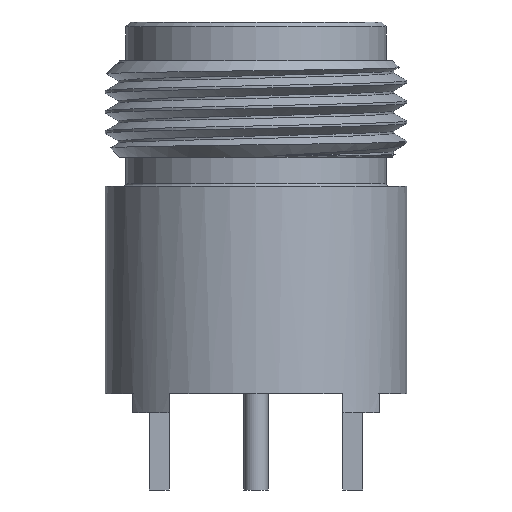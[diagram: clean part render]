
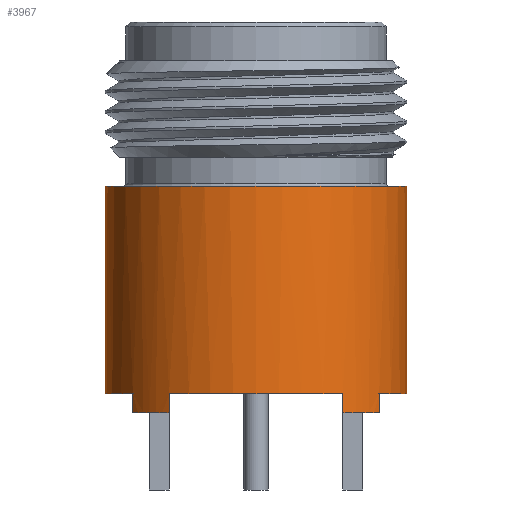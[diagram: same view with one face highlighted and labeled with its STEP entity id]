
A CAD part, front view. The second image highlights one B-rep face of the part: STEP entity #3967.
In plain terms, the highlighted cylindrical face has radius 7.938 mm (diameter 15.875 mm), a partial arc.
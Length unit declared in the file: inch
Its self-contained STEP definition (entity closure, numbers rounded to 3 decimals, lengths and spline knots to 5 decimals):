
#2 = LINE ( 'NONE', #823, #959 ) ;
#5 = EDGE_CURVE ( 'NONE', #1039, #2846, #483, .T. ) ;
#13 = ORIENTED_EDGE ( 'NONE', *, *, #2277, .F. ) ;
#14 = EDGE_LOOP ( 'NONE', ( #4088, #2666, #893, #3872, #3396, #4081, #1224, #225, #1245, #13, #3701, #4103, #931, #282 ) ) ;
#22 = DIRECTION ( 'NONE',  ( 1., 0., 0. ) ) ;
#63 = AXIS2_PLACEMENT_3D ( 'NONE', #1833, #2179, #888 ) ;
#93 = EDGE_CURVE ( 'NONE', #2135, #1573, #272, .T. ) ;
#109 = CIRCLE ( 'NONE', #4326, 0.3125 ) ;
#129 = CARTESIAN_POINT ( 'NONE',  ( 0.3125, 0., -0.77 ) ) ;
#206 = AXIS2_PLACEMENT_3D ( 'NONE', #2343, #327, #2710 ) ;
#225 = ORIENTED_EDGE ( 'NONE', *, *, #4194, .T. ) ;
#260 = EDGE_CURVE ( 'NONE', #1945, #3153, #2287, .T. ) ;
#272 = CIRCLE ( 'NONE', #206, 0.3125 ) ;
#282 = ORIENTED_EDGE ( 'NONE', *, *, #93, .T. ) ;
#327 = DIRECTION ( 'NONE',  ( 0., 0., -1. ) ) ;
#340 = VERTEX_POINT ( 'NONE', #3097 ) ;
#347 = EDGE_CURVE ( 'NONE', #3153, #1365, #3864, .T. ) ;
#472 = VERTEX_POINT ( 'NONE', #129 ) ;
#483 = CIRCLE ( 'NONE', #3600, 0.3125 ) ;
#485 = EDGE_CURVE ( 'NONE', #472, #2135, #2, .T. ) ;
#504 = CARTESIAN_POINT ( 'NONE',  ( 0., 0., -0.77 ) ) ;
#572 = CARTESIAN_POINT ( 'NONE',  ( 0.25545, -0.18, -0.81 ) ) ;
#587 = CARTESIAN_POINT ( 'NONE',  ( -0.25545, -0.18, -0.81 ) ) ;
#588 = DIRECTION ( 'NONE',  ( -1., 0., 0. ) ) ;
#640 = VECTOR ( 'NONE', #2106, 39.37008 ) ;
#666 = CARTESIAN_POINT ( 'NONE',  ( 0.3125, 0., -0.34 ) ) ;
#699 = DIRECTION ( 'NONE',  ( 0., 0., 1. ) ) ;
#823 = CARTESIAN_POINT ( 'NONE',  ( 0.3125, 0., -0.82 ) ) ;
#860 = CARTESIAN_POINT ( 'NONE',  ( 0., 0., -0.77 ) ) ;
#888 = DIRECTION ( 'NONE',  ( 1., 0., 0. ) ) ;
#893 = ORIENTED_EDGE ( 'NONE', *, *, #347, .T. ) ;
#918 = EDGE_CURVE ( 'NONE', #340, #1365, #2390, .T. ) ;
#931 = ORIENTED_EDGE ( 'NONE', *, *, #485, .T. ) ;
#950 = CARTESIAN_POINT ( 'NONE',  ( 0., 0., -0.81 ) ) ;
#959 = VECTOR ( 'NONE', #4226, 39.37008 ) ;
#999 = VECTOR ( 'NONE', #3374, 39.37008 ) ;
#1039 = VERTEX_POINT ( 'NONE', #2127 ) ;
#1052 = CARTESIAN_POINT ( 'NONE',  ( -0.18, -0.25545, -0.82 ) ) ;
#1086 = EDGE_CURVE ( 'NONE', #2576, #472, #109, .T. ) ;
#1190 = DIRECTION ( 'NONE',  ( 0., 0., 1. ) ) ;
#1224 = ORIENTED_EDGE ( 'NONE', *, *, #4043, .T. ) ;
#1240 = CARTESIAN_POINT ( 'NONE',  ( -0.3125, 0., -0.82 ) ) ;
#1245 = ORIENTED_EDGE ( 'NONE', *, *, #5, .F. ) ;
#1365 = VERTEX_POINT ( 'NONE', #587 ) ;
#1491 = CARTESIAN_POINT ( 'NONE',  ( -0.18, -0.25545, -0.81 ) ) ;
#1494 = AXIS2_PLACEMENT_3D ( 'NONE', #3934, #3546, #588 ) ;
#1529 = FACE_OUTER_BOUND ( 'NONE', #14, .T. ) ;
#1534 = DIRECTION ( 'NONE',  ( 0., 0., 1. ) ) ;
#1537 = DIRECTION ( 'NONE',  ( -1., 0., 0. ) ) ;
#1555 = DIRECTION ( 'NONE',  ( 1., 0., 0. ) ) ;
#1566 = DIRECTION ( 'NONE',  ( -1., 0., 0. ) ) ;
#1573 = VERTEX_POINT ( 'NONE', #3463 ) ;
#1833 = CARTESIAN_POINT ( 'NONE',  ( 0., 0., -0.82 ) ) ;
#1877 = DIRECTION ( 'NONE',  ( 1., 0., 0. ) ) ;
#1914 = CIRCLE ( 'NONE', #2150, 0.3125 ) ;
#1945 = VERTEX_POINT ( 'NONE', #3601 ) ;
#1968 = DIRECTION ( 'NONE',  ( 0., 0., -1. ) ) ;
#2031 = CARTESIAN_POINT ( 'NONE',  ( 0.18, -0.25545, -0.82 ) ) ;
#2058 = CIRCLE ( 'NONE', #3535, 0.3125 ) ;
#2106 = DIRECTION ( 'NONE',  ( 0., 0., -1. ) ) ;
#2127 = CARTESIAN_POINT ( 'NONE',  ( 0.22097, -0.22097, -0.81 ) ) ;
#2135 = VERTEX_POINT ( 'NONE', #666 ) ;
#2150 = AXIS2_PLACEMENT_3D ( 'NONE', #4255, #3611, #1537 ) ;
#2179 = DIRECTION ( 'NONE',  ( 0., 0., 1. ) ) ;
#2277 = EDGE_CURVE ( 'NONE', #3452, #1039, #1914, .T. ) ;
#2283 = AXIS2_PLACEMENT_3D ( 'NONE', #3665, #1968, #4311 ) ;
#2287 = CIRCLE ( 'NONE', #3002, 0.3125 ) ;
#2301 = EDGE_CURVE ( 'NONE', #3930, #340, #3169, .T. ) ;
#2343 = CARTESIAN_POINT ( 'NONE',  ( 0., 0., -0.34 ) ) ;
#2385 = CARTESIAN_POINT ( 'NONE',  ( 0., 0., -0.77 ) ) ;
#2390 = CIRCLE ( 'NONE', #2283, 0.3125 ) ;
#2490 = LINE ( 'NONE', #1240, #3632 ) ;
#2522 = DIRECTION ( 'NONE',  ( 0., 0., 1. ) ) ;
#2576 = VERTEX_POINT ( 'NONE', #4188 ) ;
#2599 = VECTOR ( 'NONE', #699, 39.37008 ) ;
#2664 = EDGE_CURVE ( 'NONE', #3452, #2576, #3060, .T. ) ;
#2666 = ORIENTED_EDGE ( 'NONE', *, *, #260, .T. ) ;
#2701 = CARTESIAN_POINT ( 'NONE',  ( 0.25545, -0.18, -0.82 ) ) ;
#2710 = DIRECTION ( 'NONE',  ( -1., 0., 0. ) ) ;
#2724 = DIRECTION ( 'NONE',  ( 0., 0., 1. ) ) ;
#2846 = VERTEX_POINT ( 'NONE', #3955 ) ;
#2890 = LINE ( 'NONE', #2031, #999 ) ;
#2938 = DIRECTION ( 'NONE',  ( 0., 0., -1. ) ) ;
#3002 = AXIS2_PLACEMENT_3D ( 'NONE', #2385, #2724, #22 ) ;
#3060 = LINE ( 'NONE', #2701, #3908 ) ;
#3097 = CARTESIAN_POINT ( 'NONE',  ( -0.22097, -0.22097, -0.81 ) ) ;
#3098 = CARTESIAN_POINT ( 'NONE',  ( -0.18, -0.25545, -0.77 ) ) ;
#3153 = VERTEX_POINT ( 'NONE', #4067 ) ;
#3154 = CYLINDRICAL_SURFACE ( 'NONE', #63, 0.3125 ) ;
#3169 = CIRCLE ( 'NONE', #1494, 0.3125 ) ;
#3226 = EDGE_CURVE ( 'NONE', #3930, #3714, #3476, .T. ) ;
#3340 = VERTEX_POINT ( 'NONE', #4128 ) ;
#3374 = DIRECTION ( 'NONE',  ( 0., 0., -1. ) ) ;
#3396 = ORIENTED_EDGE ( 'NONE', *, *, #2301, .F. ) ;
#3432 = CARTESIAN_POINT ( 'NONE',  ( -0.25545, -0.18, -0.82 ) ) ;
#3452 = VERTEX_POINT ( 'NONE', #572 ) ;
#3463 = CARTESIAN_POINT ( 'NONE',  ( -0.3125, 0., -0.34 ) ) ;
#3476 = LINE ( 'NONE', #1052, #2599 ) ;
#3535 = AXIS2_PLACEMENT_3D ( 'NONE', #504, #1534, #1555 ) ;
#3546 = DIRECTION ( 'NONE',  ( 0., 0., -1. ) ) ;
#3600 = AXIS2_PLACEMENT_3D ( 'NONE', #950, #2938, #1566 ) ;
#3601 = CARTESIAN_POINT ( 'NONE',  ( -0.3125, 0., -0.77 ) ) ;
#3611 = DIRECTION ( 'NONE',  ( 0., 0., -1. ) ) ;
#3632 = VECTOR ( 'NONE', #1190, 39.37008 ) ;
#3665 = CARTESIAN_POINT ( 'NONE',  ( 0., 0., -0.81 ) ) ;
#3701 = ORIENTED_EDGE ( 'NONE', *, *, #2664, .T. ) ;
#3714 = VERTEX_POINT ( 'NONE', #3098 ) ;
#3864 = LINE ( 'NONE', #3432, #640 ) ;
#3872 = ORIENTED_EDGE ( 'NONE', *, *, #918, .F. ) ;
#3908 = VECTOR ( 'NONE', #4000, 39.37008 ) ;
#3930 = VERTEX_POINT ( 'NONE', #1491 ) ;
#3934 = CARTESIAN_POINT ( 'NONE',  ( 0., 0., -0.81 ) ) ;
#3955 = CARTESIAN_POINT ( 'NONE',  ( 0.18, -0.25545, -0.81 ) ) ;
#3967 = ADVANCED_FACE ( 'NONE', ( #1529 ), #3154, .T. ) ;
#4000 = DIRECTION ( 'NONE',  ( 0., 0., 1. ) ) ;
#4043 = EDGE_CURVE ( 'NONE', #3714, #3340, #2058, .T. ) ;
#4049 = EDGE_CURVE ( 'NONE', #1945, #1573, #2490, .T. ) ;
#4067 = CARTESIAN_POINT ( 'NONE',  ( -0.25545, -0.18, -0.77 ) ) ;
#4081 = ORIENTED_EDGE ( 'NONE', *, *, #3226, .T. ) ;
#4088 = ORIENTED_EDGE ( 'NONE', *, *, #4049, .F. ) ;
#4103 = ORIENTED_EDGE ( 'NONE', *, *, #1086, .T. ) ;
#4128 = CARTESIAN_POINT ( 'NONE',  ( 0.18, -0.25545, -0.77 ) ) ;
#4188 = CARTESIAN_POINT ( 'NONE',  ( 0.25545, -0.18, -0.77 ) ) ;
#4194 = EDGE_CURVE ( 'NONE', #3340, #2846, #2890, .T. ) ;
#4226 = DIRECTION ( 'NONE',  ( 0., 0., 1. ) ) ;
#4255 = CARTESIAN_POINT ( 'NONE',  ( 0., 0., -0.81 ) ) ;
#4311 = DIRECTION ( 'NONE',  ( -1., 0., 0. ) ) ;
#4326 = AXIS2_PLACEMENT_3D ( 'NONE', #860, #2522, #1877 ) ;
